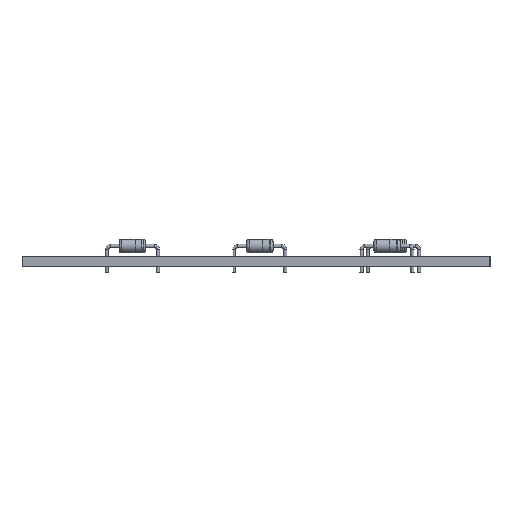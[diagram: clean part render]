
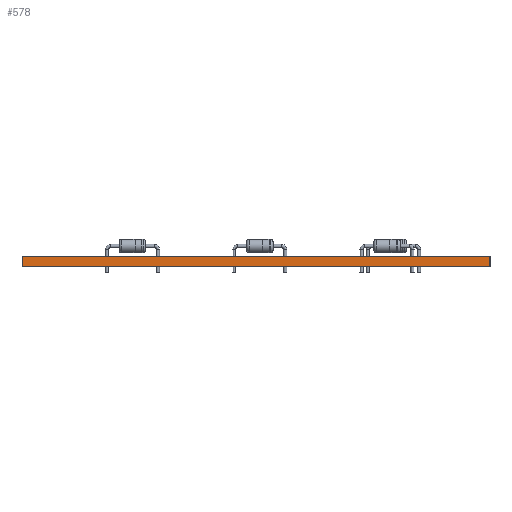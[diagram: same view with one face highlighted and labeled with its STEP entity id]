
A CAD part, left-side view. The second image highlights one B-rep face of the part: STEP entity #578.
In plain terms, the highlighted planar face has unit normal (-1, 0, 0).
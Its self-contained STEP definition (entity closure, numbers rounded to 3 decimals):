
#522 = VERTEX_POINT('',#523);
#523 = CARTESIAN_POINT('',(63.041,-139.113,1.51));
#529 = EDGE_CURVE('',#530,#522,#532,.T.);
#530 = VERTEX_POINT('',#531);
#531 = CARTESIAN_POINT('',(63.041,-139.113,0.));
#532 = LINE('',#533,#534);
#533 = CARTESIAN_POINT('',(63.041,-139.113,0.));
#534 = VECTOR('',#535,1.);
#535 = DIRECTION('',(0.,0.,1.));
#578 = ADVANCED_FACE('',(#579),#604,.T.);
#579 = FACE_BOUND('',#580,.T.);
#580 = EDGE_LOOP('',(#581,#582,#590,#598));
#581 = ORIENTED_EDGE('',*,*,#529,.T.);
#582 = ORIENTED_EDGE('',*,*,#583,.T.);
#583 = EDGE_CURVE('',#522,#584,#586,.T.);
#584 = VERTEX_POINT('',#585);
#585 = CARTESIAN_POINT('',(63.041,-69.113,1.51));
#586 = LINE('',#587,#588);
#587 = CARTESIAN_POINT('',(63.041,-139.113,1.51));
#588 = VECTOR('',#589,1.);
#589 = DIRECTION('',(0.,1.,0.));
#590 = ORIENTED_EDGE('',*,*,#591,.F.);
#591 = EDGE_CURVE('',#592,#584,#594,.T.);
#592 = VERTEX_POINT('',#593);
#593 = CARTESIAN_POINT('',(63.041,-69.113,0.));
#594 = LINE('',#595,#596);
#595 = CARTESIAN_POINT('',(63.041,-69.113,0.));
#596 = VECTOR('',#597,1.);
#597 = DIRECTION('',(0.,0.,1.));
#598 = ORIENTED_EDGE('',*,*,#599,.F.);
#599 = EDGE_CURVE('',#530,#592,#600,.T.);
#600 = LINE('',#601,#602);
#601 = CARTESIAN_POINT('',(63.041,-139.113,0.));
#602 = VECTOR('',#603,1.);
#603 = DIRECTION('',(0.,1.,0.));
#604 = PLANE('',#605);
#605 = AXIS2_PLACEMENT_3D('',#606,#607,#608);
#606 = CARTESIAN_POINT('',(63.041,-139.113,0.));
#607 = DIRECTION('',(-1.,0.,0.));
#608 = DIRECTION('',(0.,1.,0.));
